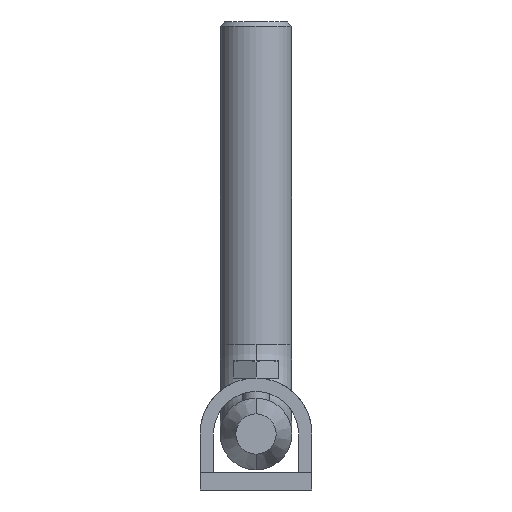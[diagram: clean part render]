
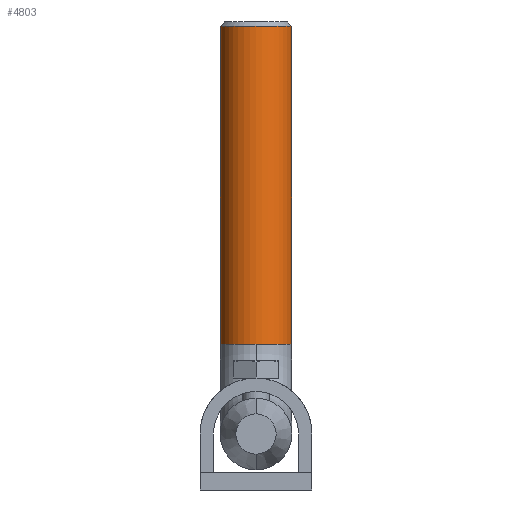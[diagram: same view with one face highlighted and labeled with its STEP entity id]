
A CAD part, front view. The second image highlights one B-rep face of the part: STEP entity #4803.
In plain terms, the highlighted cylindrical face has radius 8 mm (diameter 16 mm), a partial arc.
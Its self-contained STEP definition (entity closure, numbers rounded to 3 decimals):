
#306 = AXIS2_PLACEMENT_3D ( 'NONE', #19797, #1350, #18565 ) ;
#738 = CYLINDRICAL_SURFACE ( 'NONE', #2522, 8. ) ;
#1350 = DIRECTION ( 'NONE',  ( 0., 0., 1. ) ) ;
#1434 = EDGE_CURVE ( 'NONE', #7438, #11091, #14742, .T. ) ;
#2522 = AXIS2_PLACEMENT_3D ( 'NONE', #12596, #4566, #7677 ) ;
#2768 = CARTESIAN_POINT ( 'NONE',  ( 0., 492., 20. ) ) ;
#2832 = DIRECTION ( 'NONE',  ( 0., -1., 0. ) ) ;
#3889 = VERTEX_POINT ( 'NONE', #12034 ) ;
#4566 = DIRECTION ( 'NONE',  ( 0., 0., 1. ) ) ;
#4623 = EDGE_LOOP ( 'NONE', ( #19064, #11545, #14782, #18169, #15262 ) ) ;
#4762 = EDGE_CURVE ( 'NONE', #7438, #3889, #20137, .T. ) ;
#4803 = ADVANCED_FACE ( 'NONE', ( #5891 ), #738, .T. ) ;
#5769 = CIRCLE ( 'NONE', #11524, 8. ) ;
#5891 = FACE_OUTER_BOUND ( 'NONE', #4623, .T. ) ;
#6367 = LINE ( 'NONE', #19366, #15194 ) ;
#7438 = VERTEX_POINT ( 'NONE', #18603 ) ;
#7587 = DIRECTION ( 'NONE',  ( 0., 0., 1. ) ) ;
#7677 = DIRECTION ( 'NONE',  ( 1., 0., 0. ) ) ;
#7951 = CARTESIAN_POINT ( 'NONE',  ( 8., 492., 91. ) ) ;
#8209 = CARTESIAN_POINT ( 'NONE',  ( -8., 492., 91. ) ) ;
#8366 = AXIS2_PLACEMENT_3D ( 'NONE', #2768, #7587, #2832 ) ;
#8938 = CARTESIAN_POINT ( 'NONE',  ( 0., 492., 91. ) ) ;
#10447 = DIRECTION ( 'NONE',  ( 1., 0., 0. ) ) ;
#11091 = VERTEX_POINT ( 'NONE', #8209 ) ;
#11288 = EDGE_CURVE ( 'NONE', #15697, #13140, #6367, .T. ) ;
#11524 = AXIS2_PLACEMENT_3D ( 'NONE', #8938, #18194, #10447 ) ;
#11545 = ORIENTED_EDGE ( 'NONE', *, *, #4762, .T. ) ;
#11573 = DIRECTION ( 'NONE',  ( 0., 0., 1. ) ) ;
#12034 = CARTESIAN_POINT ( 'NONE',  ( 0., 484., 20. ) ) ;
#12596 = CARTESIAN_POINT ( 'NONE',  ( 0., 492., 20. ) ) ;
#12621 = CARTESIAN_POINT ( 'NONE',  ( 8., 492., 20. ) ) ;
#13140 = VERTEX_POINT ( 'NONE', #7951 ) ;
#14338 = CIRCLE ( 'NONE', #8366, 8. ) ;
#14742 = LINE ( 'NONE', #18372, #16223 ) ;
#14782 = ORIENTED_EDGE ( 'NONE', *, *, #20232, .T. ) ;
#15194 = VECTOR ( 'NONE', #11573, 1000. ) ;
#15262 = ORIENTED_EDGE ( 'NONE', *, *, #18588, .T. ) ;
#15697 = VERTEX_POINT ( 'NONE', #12621 ) ;
#16223 = VECTOR ( 'NONE', #18305, 1000. ) ;
#18169 = ORIENTED_EDGE ( 'NONE', *, *, #11288, .T. ) ;
#18194 = DIRECTION ( 'NONE',  ( 0., 0., -1. ) ) ;
#18305 = DIRECTION ( 'NONE',  ( 0., 0., 1. ) ) ;
#18372 = CARTESIAN_POINT ( 'NONE',  ( -8., 492., 20. ) ) ;
#18565 = DIRECTION ( 'NONE',  ( 0., -1., 0. ) ) ;
#18588 = EDGE_CURVE ( 'NONE', #13140, #11091, #5769, .T. ) ;
#18603 = CARTESIAN_POINT ( 'NONE',  ( -8., 492., 20. ) ) ;
#19064 = ORIENTED_EDGE ( 'NONE', *, *, #1434, .F. ) ;
#19366 = CARTESIAN_POINT ( 'NONE',  ( 8., 492., 20. ) ) ;
#19797 = CARTESIAN_POINT ( 'NONE',  ( 0., 492., 20. ) ) ;
#20137 = CIRCLE ( 'NONE', #306, 8. ) ;
#20232 = EDGE_CURVE ( 'NONE', #3889, #15697, #14338, .T. ) ;
